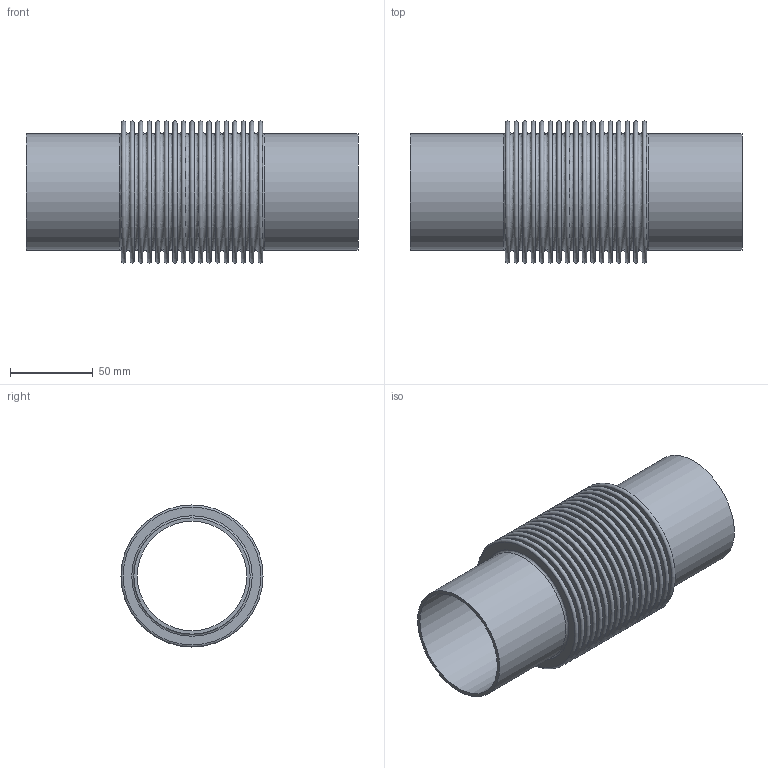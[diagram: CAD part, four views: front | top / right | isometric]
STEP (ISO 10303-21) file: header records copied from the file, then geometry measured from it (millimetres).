
FILE_DESCRIPTION((''),'2;1');
FILE_NAME('70400065X.stp','2010-09-10T10:46:46',('thilbrands'),(''),'Autodesk Inventor 2008','Autodesk Inventor 2008','');
FILE_SCHEMA(('AUTOMOTIVE_DESIGN { 1 0 10303 214 1 1 1 1 }'));
Length unit declared in the file: millimetre
Products named in the file (1): 704000251
Bounding box: 200 x 85.58 x 85.58 mm (x, y, z)
Volume: 168153.3 mm3; surface area: 143972.6 mm2
Topology: 1 solids, 1 shells, 74 faces, 112 edges, 74 vertices
Faces by surface type: plane 36, bspline 18, torus 17, cylinder 3
Full cylindrical faces by diameter (mm): 66 x1, 70 x2
Entity records: 2810 total; most frequent: CARTESIAN_POINT 1591, DIRECTION 262, ORIENTED_EDGE 148, EDGE_LOOP 148, AXIS2_PLACEMENT_3D 131, VERTEX_POINT 74, CIRCLE 74, EDGE_CURVE 74
